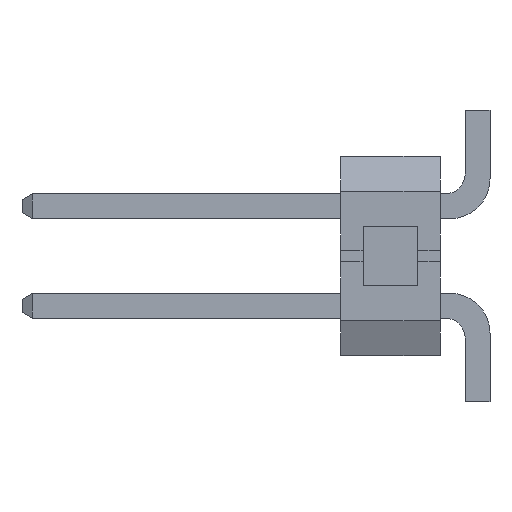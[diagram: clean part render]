
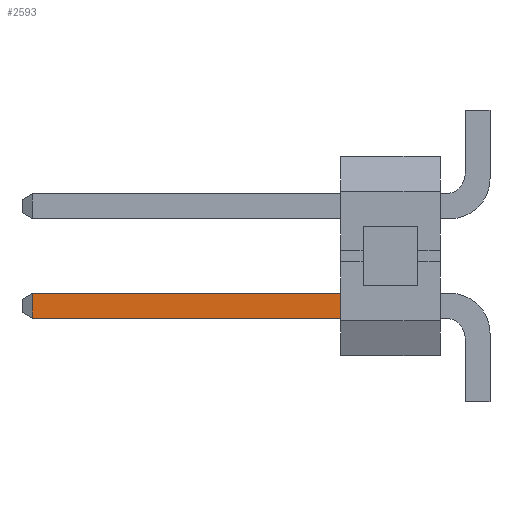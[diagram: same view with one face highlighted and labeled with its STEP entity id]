
A CAD part, left-side view. The second image highlights one B-rep face of the part: STEP entity #2593.
In plain terms, the highlighted planar face has unit normal (-1, 0, 0).
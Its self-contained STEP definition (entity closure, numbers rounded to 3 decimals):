
#82 = ORIENTED_EDGE ( 'NONE', *, *, #9233, .F. ) ;
#387 = EDGE_CURVE ( 'NONE', #6360, #2355, #5664, .T. ) ;
#571 = EDGE_LOOP ( 'NONE', ( #3263, #7499, #2491, #82 ) ) ;
#1282 = DIRECTION ( 'NONE',  ( 1., 0., 0. ) ) ;
#1351 = DIRECTION ( 'NONE',  ( 0., 0., -1. ) ) ;
#1823 = LINE ( 'NONE', #9827, #3231 ) ;
#1849 = CARTESIAN_POINT ( 'NONE',  ( -4.128, 2.667, -2.857 ) ) ;
#1995 = VERTEX_POINT ( 'NONE', #1849 ) ;
#2355 = VERTEX_POINT ( 'NONE', #8983 ) ;
#2491 = ORIENTED_EDGE ( 'NONE', *, *, #5958, .F. ) ;
#2593 = ADVANCED_FACE ( 'NONE', ( #5903 ), #9738, .F. ) ;
#2859 = DIRECTION ( 'NONE',  ( 0., 1., 0. ) ) ;
#3231 = VECTOR ( 'NONE', #2859, 1000. ) ;
#3263 = ORIENTED_EDGE ( 'NONE', *, *, #387, .F. ) ;
#3397 = CARTESIAN_POINT ( 'NONE',  ( -4.128, 11.678, -2.223 ) ) ;
#5228 = VECTOR ( 'NONE', #7055, 1000. ) ;
#5416 = VECTOR ( 'NONE', #6391, 1000. ) ;
#5664 = LINE ( 'NONE', #8037, #5416 ) ;
#5861 = CARTESIAN_POINT ( 'NONE',  ( -4.128, 1.016, -3.239 ) ) ;
#5903 = FACE_OUTER_BOUND ( 'NONE', #571, .T. ) ;
#5931 = DIRECTION ( 'NONE',  ( 0., 0., -1. ) ) ;
#5958 = EDGE_CURVE ( 'NONE', #1995, #7207, #1823, .T. ) ;
#6360 = VERTEX_POINT ( 'NONE', #3397 ) ;
#6391 = DIRECTION ( 'NONE',  ( 0., -1., 0. ) ) ;
#6692 = LINE ( 'NONE', #9938, #6820 ) ;
#6820 = VECTOR ( 'NONE', #5931, 1000. ) ;
#7055 = DIRECTION ( 'NONE',  ( 0., 0., -1. ) ) ;
#7207 = VERTEX_POINT ( 'NONE', #9123 ) ;
#7499 = ORIENTED_EDGE ( 'NONE', *, *, #8905, .T. ) ;
#7848 = CARTESIAN_POINT ( 'NONE',  ( -4.128, 2.667, 0. ) ) ;
#8037 = CARTESIAN_POINT ( 'NONE',  ( -4.128, 11.938, -2.223 ) ) ;
#8905 = EDGE_CURVE ( 'NONE', #6360, #7207, #6692, .T. ) ;
#8983 = CARTESIAN_POINT ( 'NONE',  ( -4.128, 2.667, -2.223 ) ) ;
#9082 = AXIS2_PLACEMENT_3D ( 'NONE', #5861, #1282, #1351 ) ;
#9123 = CARTESIAN_POINT ( 'NONE',  ( -4.128, 11.678, -2.857 ) ) ;
#9233 = EDGE_CURVE ( 'NONE', #2355, #1995, #9236, .T. ) ;
#9236 = LINE ( 'NONE', #7848, #5228 ) ;
#9738 = PLANE ( 'NONE',  #9082 ) ;
#9827 = CARTESIAN_POINT ( 'NONE',  ( -4.128, 1.143, -2.857 ) ) ;
#9938 = CARTESIAN_POINT ( 'NONE',  ( -4.128, 11.678, -3.239 ) ) ;
